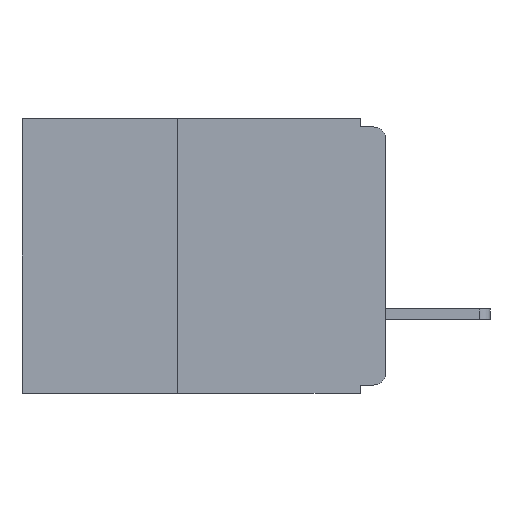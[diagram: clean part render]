
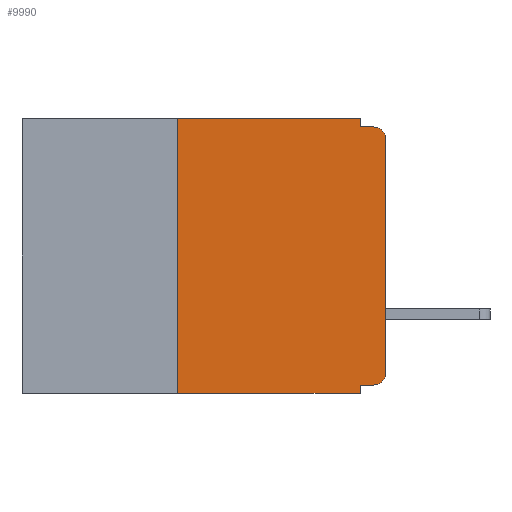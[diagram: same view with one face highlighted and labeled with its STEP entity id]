
A CAD part, left-side view. The second image highlights one B-rep face of the part: STEP entity #9990.
In plain terms, the highlighted planar face has unit normal (-1, 0, 0).
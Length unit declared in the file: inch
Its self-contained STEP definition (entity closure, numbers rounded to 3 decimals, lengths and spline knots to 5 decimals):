
#196 = DIRECTION ( 'NONE',  ( 0., 1., 0. ) ) ;
#216 = CARTESIAN_POINT ( 'NONE',  ( 0., 0., -0.32 ) ) ;
#475 = CARTESIAN_POINT ( 'NONE',  ( 0., 0., -0.305 ) ) ;
#623 = ORIENTED_EDGE ( 'NONE', *, *, #16902, .F. ) ;
#961 = VERTEX_POINT ( 'NONE', #3751 ) ;
#1107 = DIRECTION ( 'NONE',  ( 0., -1., 0. ) ) ;
#1856 = EDGE_CURVE ( 'NONE', #5055, #11169, #10076, .T. ) ;
#2454 = EDGE_CURVE ( 'NONE', #6711, #11169, #7463, .T. ) ;
#2635 = ORIENTED_EDGE ( 'NONE', *, *, #15478, .F. ) ;
#2825 = FACE_OUTER_BOUND ( 'NONE', #16179, .T. ) ;
#2881 = CIRCLE ( 'NONE', #8447, 0.015 ) ;
#3054 = CARTESIAN_POINT ( 'NONE',  ( 0., 0.437, -0.33 ) ) ;
#3296 = CIRCLE ( 'NONE', #8710, 0.015 ) ;
#3552 = LINE ( 'NONE', #5083, #18167 ) ;
#3686 = LINE ( 'NONE', #17346, #3717 ) ;
#3704 = VERTEX_POINT ( 'NONE', #14553 ) ;
#3717 = VECTOR ( 'NONE', #16910, 39.37008 ) ;
#3751 = CARTESIAN_POINT ( 'NONE',  ( 0., 0.015, -0.32 ) ) ;
#3774 = EDGE_CURVE ( 'NONE', #961, #14548, #2881, .T. ) ;
#4735 = ORIENTED_EDGE ( 'NONE', *, *, #18282, .F. ) ;
#4769 = DIRECTION ( 'NONE',  ( 0., -1., 0. ) ) ;
#4963 = DIRECTION ( 'NONE',  ( 0., -1., 0. ) ) ;
#5055 = VERTEX_POINT ( 'NONE', #12605 ) ;
#5083 = CARTESIAN_POINT ( 'NONE',  ( 0., 0., -0.01 ) ) ;
#5363 = ORIENTED_EDGE ( 'NONE', *, *, #1856, .T. ) ;
#5666 = VECTOR ( 'NONE', #196, 39.37008 ) ;
#5701 = LINE ( 'NONE', #216, #5666 ) ;
#6185 = ORIENTED_EDGE ( 'NONE', *, *, #2454, .F. ) ;
#6202 = CARTESIAN_POINT ( 'NONE',  ( 0., 0.031, -0.01 ) ) ;
#6529 = ORIENTED_EDGE ( 'NONE', *, *, #17080, .F. ) ;
#6593 = CARTESIAN_POINT ( 'NONE',  ( 0., 0.031, -0.32 ) ) ;
#6678 = LINE ( 'NONE', #13613, #6695 ) ;
#6695 = VECTOR ( 'NONE', #13198, 39.37008 ) ;
#6711 = VERTEX_POINT ( 'NONE', #6593 ) ;
#7320 = DIRECTION ( 'NONE',  ( 0., 0., -1. ) ) ;
#7347 = DIRECTION ( 'NONE',  ( -1., 0., 0. ) ) ;
#7357 = ORIENTED_EDGE ( 'NONE', *, *, #3774, .T. ) ;
#7384 = CARTESIAN_POINT ( 'NONE',  ( 0., 0.015, -0.025 ) ) ;
#7463 = LINE ( 'NONE', #16203, #7471 ) ;
#7471 = VECTOR ( 'NONE', #16087, 39.37008 ) ;
#8162 = EDGE_CURVE ( 'NONE', #14548, #11000, #8939, .T. ) ;
#8249 = VERTEX_POINT ( 'NONE', #9866 ) ;
#8447 = AXIS2_PLACEMENT_3D ( 'NONE', #13337, #13334, #13321 ) ;
#8648 = CARTESIAN_POINT ( 'NONE',  ( 0., 0.437, 0. ) ) ;
#8710 = AXIS2_PLACEMENT_3D ( 'NONE', #7384, #7347, #7320 ) ;
#8875 = VECTOR ( 'NONE', #11067, 39.37008 ) ;
#8939 = LINE ( 'NONE', #11171, #8875 ) ;
#9604 = ORIENTED_EDGE ( 'NONE', *, *, #8162, .T. ) ;
#9866 = CARTESIAN_POINT ( 'NONE',  ( 0., 0.031, 0. ) ) ;
#9975 = VECTOR ( 'NONE', #1107, 39.37008 ) ;
#9990 = ADVANCED_FACE ( 'NONE', ( #2825 ), #14736, .F. ) ;
#10076 = LINE ( 'NONE', #3054, #9975 ) ;
#11000 = VERTEX_POINT ( 'NONE', #17886 ) ;
#11067 = DIRECTION ( 'NONE',  ( 0., 0., 1. ) ) ;
#11169 = VERTEX_POINT ( 'NONE', #15598 ) ;
#11171 = CARTESIAN_POINT ( 'NONE',  ( 0., 0., 0. ) ) ;
#12605 = CARTESIAN_POINT ( 'NONE',  ( 0., 0.25, -0.33 ) ) ;
#12853 = VERTEX_POINT ( 'NONE', #14581 ) ;
#12989 = VERTEX_POINT ( 'NONE', #6202 ) ;
#13142 = LINE ( 'NONE', #8648, #13237 ) ;
#13198 = DIRECTION ( 'NONE',  ( 0., 0., -1. ) ) ;
#13237 = VECTOR ( 'NONE', #4963, 39.37008 ) ;
#13321 = DIRECTION ( 'NONE',  ( 0., 0., -1. ) ) ;
#13334 = DIRECTION ( 'NONE',  ( -1., 0., 0. ) ) ;
#13337 = CARTESIAN_POINT ( 'NONE',  ( 0., 0.015, -0.305 ) ) ;
#13429 = ORIENTED_EDGE ( 'NONE', *, *, #17502, .T. ) ;
#13613 = CARTESIAN_POINT ( 'NONE',  ( 0., 0.031, 0. ) ) ;
#14063 = EDGE_CURVE ( 'NONE', #12989, #3704, #3552, .T. ) ;
#14274 = ORIENTED_EDGE ( 'NONE', *, *, #14063, .F. ) ;
#14377 = DIRECTION ( 'NONE',  ( 0., 0., -1. ) ) ;
#14395 = DIRECTION ( 'NONE',  ( 1., 0., 0. ) ) ;
#14548 = VERTEX_POINT ( 'NONE', #475 ) ;
#14553 = CARTESIAN_POINT ( 'NONE',  ( 0., 0.015, -0.01 ) ) ;
#14581 = CARTESIAN_POINT ( 'NONE',  ( 0., 0.25, 0. ) ) ;
#14736 = PLANE ( 'NONE',  #17479 ) ;
#14804 = CARTESIAN_POINT ( 'NONE',  ( 0., 0.437, 0. ) ) ;
#15478 = EDGE_CURVE ( 'NONE', #12853, #8249, #13142, .T. ) ;
#15598 = CARTESIAN_POINT ( 'NONE',  ( 0., 0.031, -0.33 ) ) ;
#16087 = DIRECTION ( 'NONE',  ( 0., 0., -1. ) ) ;
#16179 = EDGE_LOOP ( 'NONE', ( #9604, #13429, #14274, #623, #2635, #4735, #5363, #6185, #6529, #7357 ) ) ;
#16203 = CARTESIAN_POINT ( 'NONE',  ( 0., 0.031, -0.33 ) ) ;
#16902 = EDGE_CURVE ( 'NONE', #8249, #12989, #6678, .T. ) ;
#16910 = DIRECTION ( 'NONE',  ( 0., 0., 1. ) ) ;
#17080 = EDGE_CURVE ( 'NONE', #961, #6711, #5701, .T. ) ;
#17346 = CARTESIAN_POINT ( 'NONE',  ( 0., 0.25, -0.33 ) ) ;
#17479 = AXIS2_PLACEMENT_3D ( 'NONE', #14804, #14395, #14377 ) ;
#17502 = EDGE_CURVE ( 'NONE', #11000, #3704, #3296, .T. ) ;
#17886 = CARTESIAN_POINT ( 'NONE',  ( 0., 0., -0.025 ) ) ;
#18167 = VECTOR ( 'NONE', #4769, 39.37008 ) ;
#18282 = EDGE_CURVE ( 'NONE', #5055, #12853, #3686, .T. ) ;
